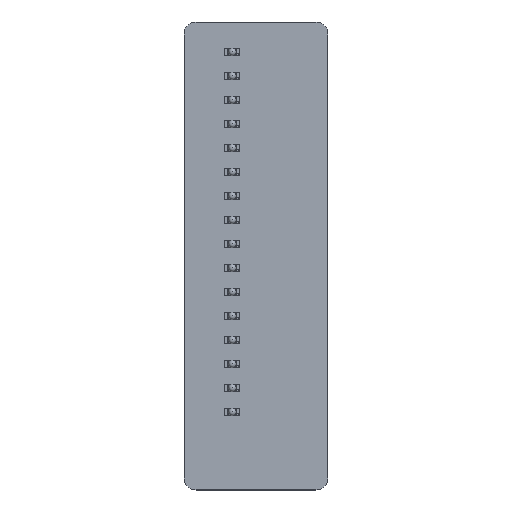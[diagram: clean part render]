
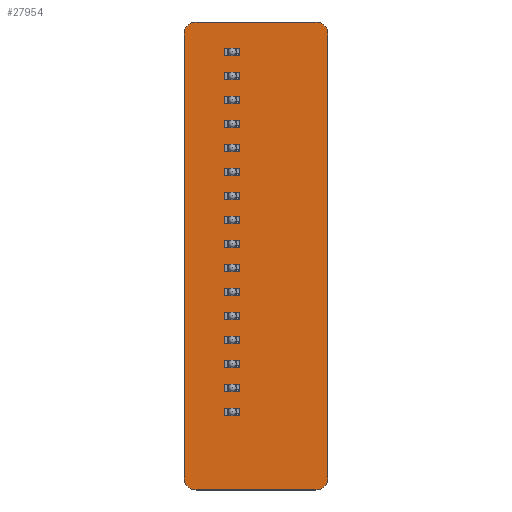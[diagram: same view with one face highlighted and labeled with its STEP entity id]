
A CAD part, top view. The second image highlights one B-rep face of the part: STEP entity #27954.
In plain terms, the highlighted planar face has unit normal (0, 0, 1).
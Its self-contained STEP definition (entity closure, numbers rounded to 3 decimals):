
#27689 = VERTEX_POINT('',#27690);
#27690 = CARTESIAN_POINT('',(154.94,-50.8,1.6));
#27696 = EDGE_CURVE('',#27689,#27697,#27699,.T.);
#27697 = VERTEX_POINT('',#27698);
#27698 = CARTESIAN_POINT('',(157.48,-53.34,1.6));
#27699 = CIRCLE('',#27700,2.54);
#27700 = AXIS2_PLACEMENT_3D('',#27701,#27702,#27703);
#27701 = CARTESIAN_POINT('',(154.94,-53.34,1.6));
#27702 = DIRECTION('',(0.,0.,-1.));
#27703 = DIRECTION('',(0.,1.,0.));
#27729 = EDGE_CURVE('',#27697,#27730,#27732,.T.);
#27730 = VERTEX_POINT('',#27731);
#27731 = CARTESIAN_POINT('',(157.48,-147.32,1.6));
#27732 = LINE('',#27733,#27734);
#27733 = CARTESIAN_POINT('',(157.48,-53.34,1.6));
#27734 = VECTOR('',#27735,1.);
#27735 = DIRECTION('',(0.,-1.,0.));
#27760 = EDGE_CURVE('',#27730,#27761,#27763,.T.);
#27761 = VERTEX_POINT('',#27762);
#27762 = CARTESIAN_POINT('',(154.94,-149.86,1.6));
#27763 = CIRCLE('',#27764,2.54);
#27764 = AXIS2_PLACEMENT_3D('',#27765,#27766,#27767);
#27765 = CARTESIAN_POINT('',(154.94,-147.32,1.6));
#27766 = DIRECTION('',(0.,0.,-1.));
#27767 = DIRECTION('',(1.,0.,0.));
#27793 = EDGE_CURVE('',#27761,#27794,#27796,.T.);
#27794 = VERTEX_POINT('',#27795);
#27795 = CARTESIAN_POINT('',(129.54,-149.86,1.6));
#27796 = LINE('',#27797,#27798);
#27797 = CARTESIAN_POINT('',(154.94,-149.86,1.6));
#27798 = VECTOR('',#27799,1.);
#27799 = DIRECTION('',(-1.,0.,0.));
#27824 = EDGE_CURVE('',#27794,#27825,#27827,.T.);
#27825 = VERTEX_POINT('',#27826);
#27826 = CARTESIAN_POINT('',(127.,-147.32,1.6));
#27827 = CIRCLE('',#27828,2.54);
#27828 = AXIS2_PLACEMENT_3D('',#27829,#27830,#27831);
#27829 = CARTESIAN_POINT('',(129.54,-147.32,1.6));
#27830 = DIRECTION('',(0.,0.,-1.));
#27831 = DIRECTION('',(0.,-1.,-0.));
#27857 = EDGE_CURVE('',#27825,#27858,#27860,.T.);
#27858 = VERTEX_POINT('',#27859);
#27859 = CARTESIAN_POINT('',(127.,-53.34,1.6));
#27860 = LINE('',#27861,#27862);
#27861 = CARTESIAN_POINT('',(127.,-147.32,1.6));
#27862 = VECTOR('',#27863,1.);
#27863 = DIRECTION('',(0.,1.,0.));
#27888 = EDGE_CURVE('',#27858,#27889,#27891,.T.);
#27889 = VERTEX_POINT('',#27890);
#27890 = CARTESIAN_POINT('',(129.54,-50.8,1.6));
#27891 = CIRCLE('',#27892,2.54);
#27892 = AXIS2_PLACEMENT_3D('',#27893,#27894,#27895);
#27893 = CARTESIAN_POINT('',(129.54,-53.34,1.6));
#27894 = DIRECTION('',(0.,0.,-1.));
#27895 = DIRECTION('',(-1.,0.,0.));
#27921 = EDGE_CURVE('',#27889,#27689,#27922,.T.);
#27922 = LINE('',#27923,#27924);
#27923 = CARTESIAN_POINT('',(129.54,-50.8,1.6));
#27924 = VECTOR('',#27925,1.);
#27925 = DIRECTION('',(1.,0.,0.));
#27954 = ADVANCED_FACE('',(#27955),#27965,.T.);
#27955 = FACE_BOUND('',#27956,.F.);
#27956 = EDGE_LOOP('',(#27957,#27958,#27959,#27960,#27961,#27962,#27963,
    #27964));
#27957 = ORIENTED_EDGE('',*,*,#27696,.T.);
#27958 = ORIENTED_EDGE('',*,*,#27729,.T.);
#27959 = ORIENTED_EDGE('',*,*,#27760,.T.);
#27960 = ORIENTED_EDGE('',*,*,#27793,.T.);
#27961 = ORIENTED_EDGE('',*,*,#27824,.T.);
#27962 = ORIENTED_EDGE('',*,*,#27857,.T.);
#27963 = ORIENTED_EDGE('',*,*,#27888,.T.);
#27964 = ORIENTED_EDGE('',*,*,#27921,.T.);
#27965 = PLANE('',#27966);
#27966 = AXIS2_PLACEMENT_3D('',#27967,#27968,#27969);
#27967 = CARTESIAN_POINT('',(0.,0.,1.6));
#27968 = DIRECTION('',(0.,0.,1.));
#27969 = DIRECTION('',(1.,0.,-0.));
